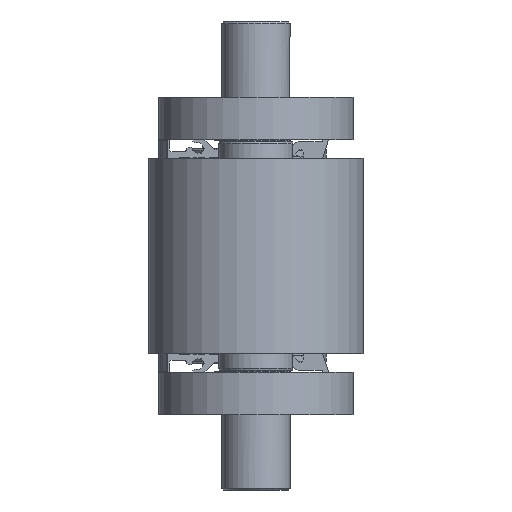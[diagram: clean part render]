
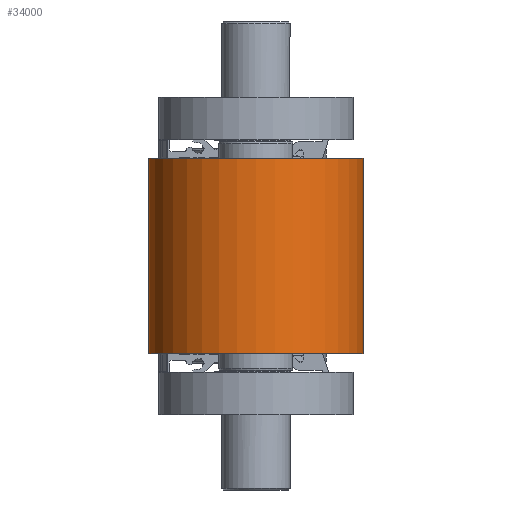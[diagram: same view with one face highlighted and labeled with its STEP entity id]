
A CAD part, left-side view. The second image highlights one B-rep face of the part: STEP entity #34000.
In plain terms, the highlighted cylindrical face has radius 55.205 mm (diameter 110.41 mm), a partial arc.
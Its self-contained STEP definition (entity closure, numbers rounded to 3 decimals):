
#597=CYLINDRICAL_SURFACE('',#36278,55.205);
#1580=CIRCLE('',#36279,55.205);
#1581=CIRCLE('',#36280,55.205);
#4408=FACE_OUTER_BOUND('',#6032,.T.);
#6032=EDGE_LOOP('',(#30628,#30629,#30630,#30631));
#8791=LINE('',#60469,#11549);
#8793=LINE('',#60475,#11551);
#11549=VECTOR('',#43541,10.);
#11551=VECTOR('',#43547,10.);
#15480=VERTEX_POINT('',#60466);
#15481=VERTEX_POINT('',#60468);
#15482=VERTEX_POINT('',#60472);
#15483=VERTEX_POINT('',#60474);
#20533=EDGE_CURVE('',#15481,#15480,#8791,.T.);
#20535=EDGE_CURVE('',#15480,#15482,#1580,.T.);
#20536=EDGE_CURVE('',#15483,#15482,#8793,.T.);
#20537=EDGE_CURVE('',#15481,#15483,#1581,.T.);
#30628=ORIENTED_EDGE('',*,*,#20535,.T.);
#30629=ORIENTED_EDGE('',*,*,#20536,.F.);
#30630=ORIENTED_EDGE('',*,*,#20537,.F.);
#30631=ORIENTED_EDGE('',*,*,#20533,.T.);
#34000=ADVANCED_FACE('',(#4408),#597,.T.);
#36278=AXIS2_PLACEMENT_3D('',#60471,#43543,#43544);
#36279=AXIS2_PLACEMENT_3D('',#60473,#43545,#43546);
#36280=AXIS2_PLACEMENT_3D('',#60476,#43548,#43549);
#43541=DIRECTION('',(0.,0.,1.));
#43543=DIRECTION('center_axis',(0.,0.,
1.));
#43544=DIRECTION('ref_axis',(0.,-1.,0.));
#43545=DIRECTION('center_axis',(0.,0.,
-1.));
#43546=DIRECTION('ref_axis',(0.,-1.,0.));
#43547=DIRECTION('',(0.,0.,1.));
#43548=DIRECTION('center_axis',(0.,0.,
-1.));
#43549=DIRECTION('ref_axis',(0.,-1.,0.));
#60466=CARTESIAN_POINT('',(-180.002,-5.205,109.5));
#60468=CARTESIAN_POINT('',(-180.002,-5.205,9.5));
#60469=CARTESIAN_POINT('',(-180.002,-5.205,9.5));
#60471=CARTESIAN_POINT('Origin',(-180.,50.,9.5));
#60472=CARTESIAN_POINT('',(-179.998,105.205,109.5));
#60473=CARTESIAN_POINT('Origin',(-180.,50.,109.5));
#60474=CARTESIAN_POINT('',(-179.998,105.205,9.5));
#60475=CARTESIAN_POINT('',(-179.998,105.205,9.5));
#60476=CARTESIAN_POINT('Origin',(-180.,50.,9.5));
